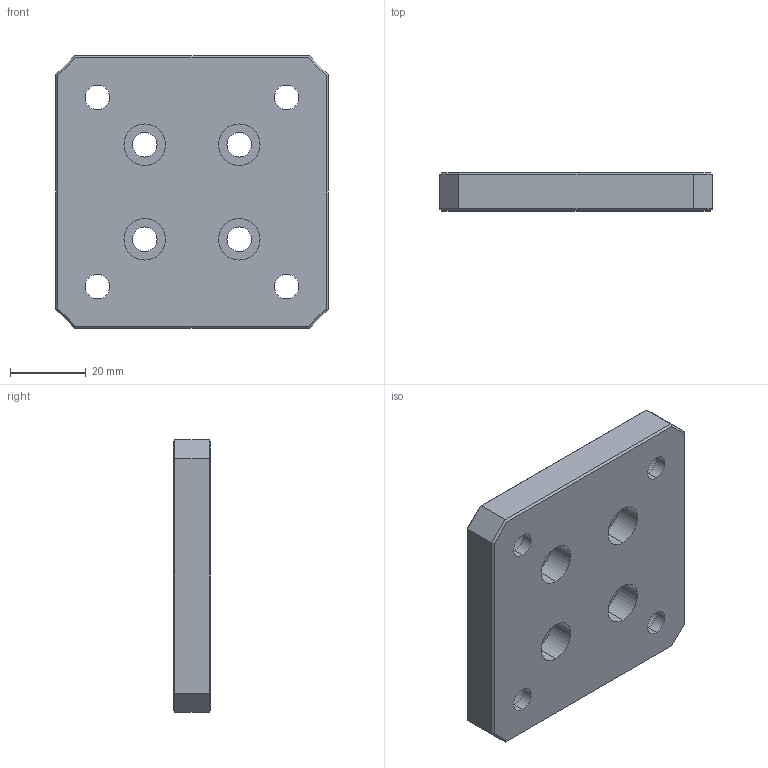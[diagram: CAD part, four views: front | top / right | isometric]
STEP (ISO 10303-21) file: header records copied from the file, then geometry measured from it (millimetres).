
FILE_DESCRIPTION (( 'STEP AP203' ), '1' );
FILE_NAME ('BP-24.STEP', '2022-07-20T08:36:39', ( '' ), ( '' ), 'SwSTEP 2.0', 'SolidWorks 2021', '' );
FILE_SCHEMA (( 'CONFIG_CONTROL_DESIGN' ));
Length unit declared in the file: millimetre
Products named in the file (1): BP-24
Bounding box: 72 x 10 x 72 mm (x, y, z)
Volume: 45153 mm3; surface area: 14762.7 mm2
Topology: 1 solids, 1 shells, 66 faces, 152 edges, 96 vertices
Faces by surface type: plane 34, cylinder 32
Entity records: 1981 total; most frequent: DIRECTION 350, CARTESIAN_POINT 315, ORIENTED_EDGE 304, EDGE_CURVE 152, AXIS2_PLACEMENT_3D 131, VERTEX_POINT 96, EDGE_LOOP 90, VECTOR 88
